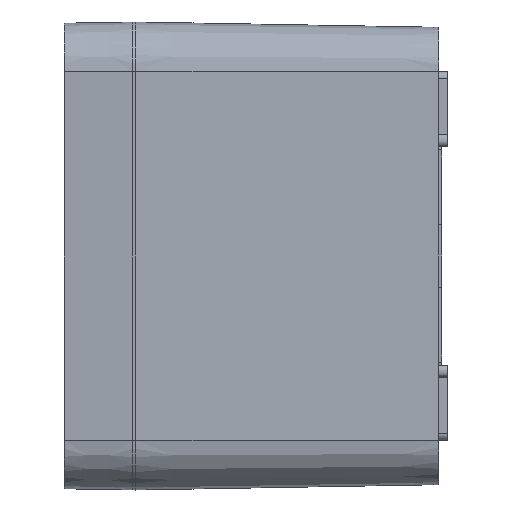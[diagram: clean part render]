
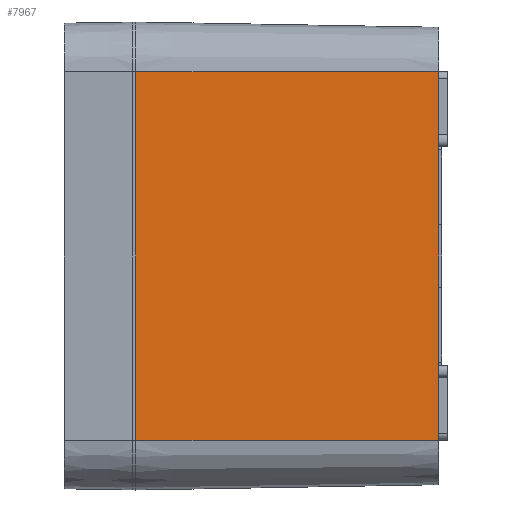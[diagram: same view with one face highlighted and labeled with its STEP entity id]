
A CAD part, left-side view. The second image highlights one B-rep face of the part: STEP entity #7967.
In plain terms, the highlighted planar face has unit normal (-1, -0.018, 0).
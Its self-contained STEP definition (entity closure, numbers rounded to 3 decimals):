
#856=LINE('',#10133,#1685);
#1331=LINE('',#12395,#2160);
#1332=LINE('',#12396,#2161);
#1333=LINE('',#12397,#2162);
#1685=VECTOR('',#8573,10.);
#2160=VECTOR('',#9416,10.);
#2161=VECTOR('',#9417,8.);
#2162=VECTOR('',#9418,10.);
#2753=FACE_OUTER_BOUND('',#3201,.T.);
#3201=EDGE_LOOP('',(#6554,#6555,#6556,#6557));
#3453=VERTEX_POINT('',#10126);
#3455=VERTEX_POINT('',#10132);
#3877=VERTEX_POINT('',#12393);
#3878=VERTEX_POINT('',#12394);
#4174=EDGE_CURVE('',#3453,#3455,#856,.T.);
#4813=EDGE_CURVE('',#3877,#3878,#1331,.T.);
#4814=EDGE_CURVE('',#3455,#3877,#1332,.T.);
#4815=EDGE_CURVE('',#3453,#3878,#1333,.T.);
#6554=ORIENTED_EDGE('',*,*,#4813,.F.);
#6555=ORIENTED_EDGE('',*,*,#4814,.F.);
#6556=ORIENTED_EDGE('',*,*,#4174,.F.);
#6557=ORIENTED_EDGE('',*,*,#4815,.T.);
#7592=PLANE('',#8359);
#7967=ADVANCED_FACE('',(#2753),#7592,.T.);
#8359=AXIS2_PLACEMENT_3D('',#12392,#9414,#9415);
#8573=DIRECTION('',(0.,0.,1.));
#9414=DIRECTION('center_axis',(-1.,-0.017,0.));
#9415=DIRECTION('ref_axis',(0.,0.,-1.));
#9416=DIRECTION('',(0.,0.,-1.));
#9417=DIRECTION('',(0.017,-1.,0.));
#9418=DIRECTION('',(0.017,-1.,0.));
#10126=CARTESIAN_POINT('',(-40.,0.,-29.5));
#10132=CARTESIAN_POINT('',(-40.,0.,29.5));
#10133=CARTESIAN_POINT('',(-40.,0.,-14.75));
#12392=CARTESIAN_POINT('Origin',(-40.,0.,-29.5));
#12393=CARTESIAN_POINT('',(-39.153,-48.5,29.5));
#12394=CARTESIAN_POINT('',(-39.153,-48.5,-29.5));
#12395=CARTESIAN_POINT('',(-39.153,-48.5,-14.75));
#12396=CARTESIAN_POINT('',(-40.,0.,29.5));
#12397=CARTESIAN_POINT('',(-40.,0.,-29.5));
